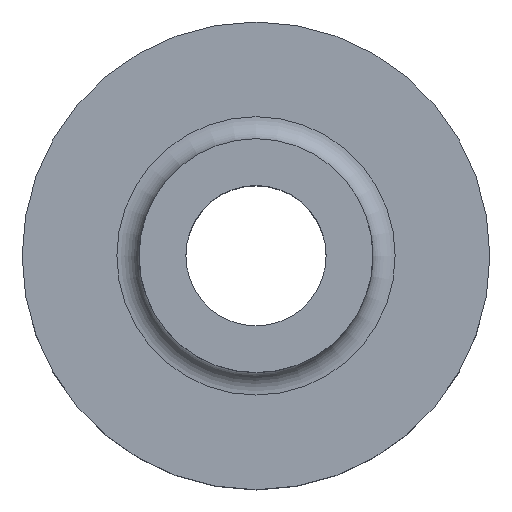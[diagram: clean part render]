
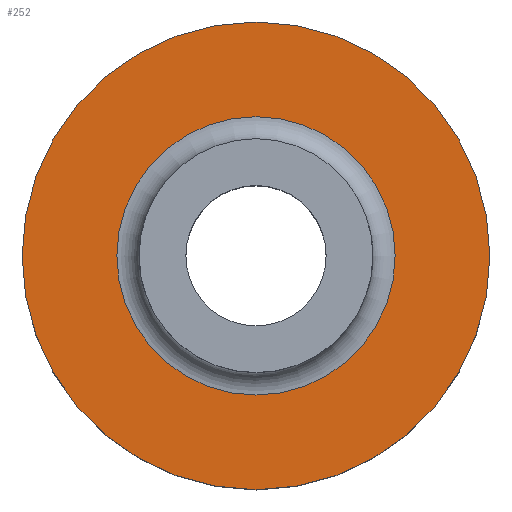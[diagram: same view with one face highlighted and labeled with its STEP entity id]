
A CAD part, top view. The second image highlights one B-rep face of the part: STEP entity #252.
In plain terms, the highlighted planar face has unit normal (0, 0, 1).
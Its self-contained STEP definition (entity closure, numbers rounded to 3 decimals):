
#17=PLANE('',#283);
#21=FACE_BOUND('',#59,.T.);
#27=CIRCLE('',#280,15.113);
#29=CIRCLE('',#284,25.4);
#44=FACE_OUTER_BOUND('',#58,.T.);
#58=EDGE_LOOP('',(#199));
#59=EDGE_LOOP('',(#200));
#118=VERTEX_POINT('',#541);
#120=VERTEX_POINT('',#550);
#146=EDGE_CURVE('',#118,#118,#27,.T.);
#150=EDGE_CURVE('',#120,#120,#29,.T.);
#199=ORIENTED_EDGE('',*,*,#150,.F.);
#200=ORIENTED_EDGE('',*,*,#146,.F.);
#252=ADVANCED_FACE('',(#44,#21),#17,.F.);
#280=AXIS2_PLACEMENT_3D('',#543,#316,#317);
#283=AXIS2_PLACEMENT_3D('',#549,#324,#325);
#284=AXIS2_PLACEMENT_3D('',#551,#326,#327);
#316=DIRECTION('center_axis',(0.,0.,1.));
#317=DIRECTION('ref_axis',(-1.,0.,0.));
#324=DIRECTION('center_axis',(0.,0.,-1.));
#325=DIRECTION('ref_axis',(-1.,0.,0.));
#326=DIRECTION('center_axis',(0.,0.,-1.));
#327=DIRECTION('ref_axis',(-1.,0.,0.));
#541=CARTESIAN_POINT('',(15.113,0.,7.937));
#543=CARTESIAN_POINT('Origin',(0.,0.,7.937));
#549=CARTESIAN_POINT('Origin',(0.,0.,7.937));
#550=CARTESIAN_POINT('',(25.4,0.,7.937));
#551=CARTESIAN_POINT('Origin',(0.,0.,7.937));
